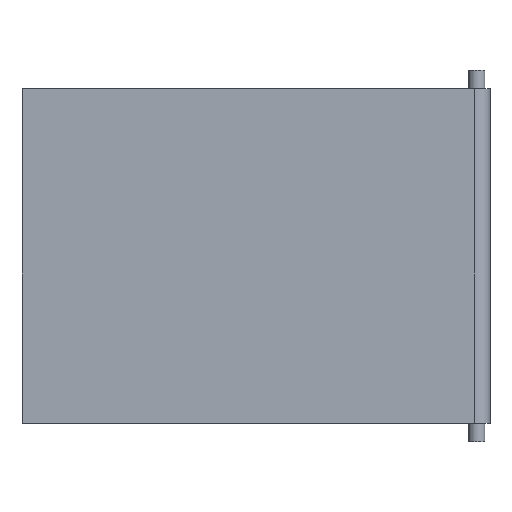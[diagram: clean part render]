
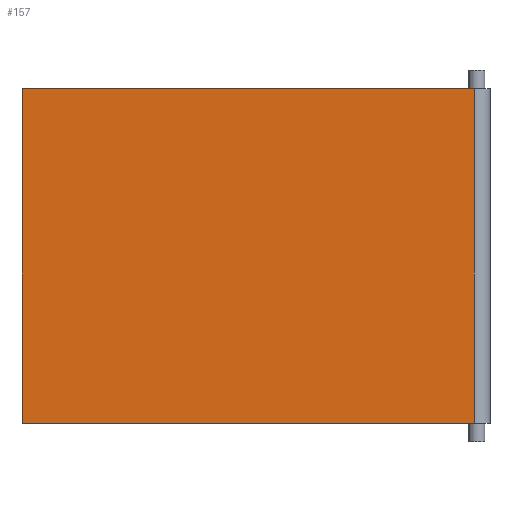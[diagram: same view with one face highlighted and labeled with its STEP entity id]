
A CAD part, top view. The second image highlights one B-rep face of the part: STEP entity #157.
In plain terms, the highlighted planar face has unit normal (0, 0, 1).
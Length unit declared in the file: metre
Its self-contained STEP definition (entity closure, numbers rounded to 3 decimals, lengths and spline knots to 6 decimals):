
#18=LINE('',#261,#29);
#21=LINE('',#267,#32);
#23=LINE('',#277,#34);
#24=LINE('',#279,#35);
#29=VECTOR('',#209,1.);
#32=VECTOR('',#214,1.);
#34=VECTOR('',#224,1.);
#35=VECTOR('',#227,1.);
#54=ORIENTED_EDGE('',*,*,#89,.T.);
#55=ORIENTED_EDGE('',*,*,#90,.T.);
#56=ORIENTED_EDGE('',*,*,#81,.F.);
#57=ORIENTED_EDGE('',*,*,#84,.T.);
#81=EDGE_CURVE('',#100,#96,#18,.T.);
#84=EDGE_CURVE('',#100,#102,#21,.T.);
#89=EDGE_CURVE('',#102,#106,#23,.T.);
#90=EDGE_CURVE('',#106,#96,#24,.F.);
#96=VERTEX_POINT('',#253);
#100=VERTEX_POINT('',#260);
#102=VERTEX_POINT('',#266);
#106=VERTEX_POINT('',#276);
#122=EDGE_LOOP('',(#54,#55,#56,#57));
#137=FACE_BOUND('',#122,.T.);
#150=PLANE('',#187);
#157=ADVANCED_FACE('',(#137),#150,.T.);
#187=AXIS2_PLACEMENT_3D('',#278,#225,#226);
#209=DIRECTION('',(1.,0.,0.));
#214=DIRECTION('',(0.,-1.,0.));
#224=DIRECTION('',(1.,0.,0.));
#225=DIRECTION('',(0.,0.,1.));
#226=DIRECTION('',(1.,0.,0.));
#227=DIRECTION('',(0.,-1.,0.));
#253=CARTESIAN_POINT('',(0.04075,0.03125,0.005));
#260=CARTESIAN_POINT('',(-0.04375,0.03125,0.005));
#261=CARTESIAN_POINT('',(0.,0.03125,0.005));
#266=CARTESIAN_POINT('',(-0.04375,-0.03125,0.005));
#267=CARTESIAN_POINT('',(-0.04375,0.,0.005));
#276=CARTESIAN_POINT('',(0.04075,-0.03125,0.005));
#277=CARTESIAN_POINT('',(0.,-0.03125,0.005));
#278=CARTESIAN_POINT('',(0.,0.,0.005));
#279=CARTESIAN_POINT('',(0.04075,0.,0.005));
